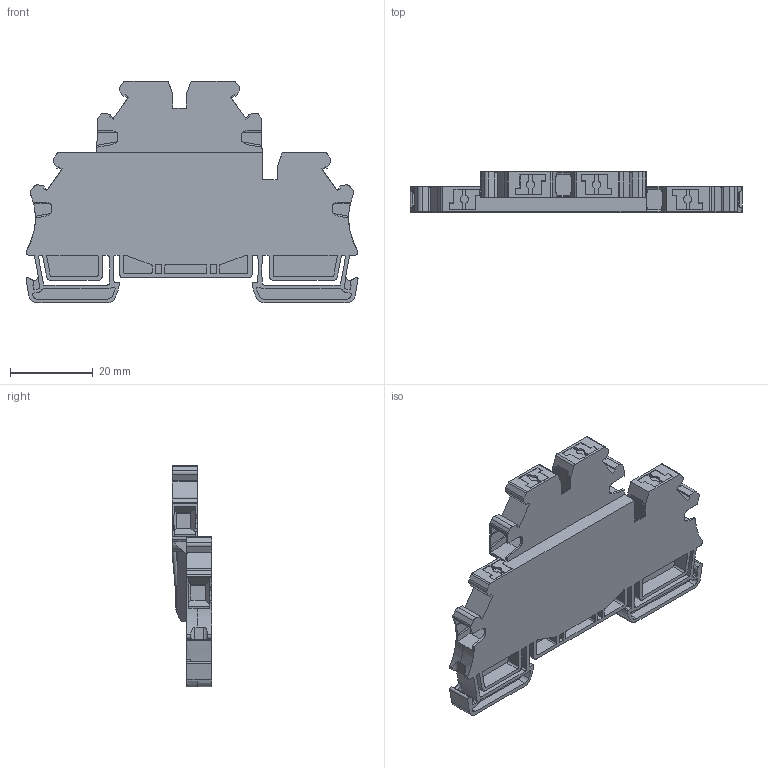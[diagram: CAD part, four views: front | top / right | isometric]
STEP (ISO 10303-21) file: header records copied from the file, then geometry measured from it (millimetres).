
FILE_DESCRIPTION( ('This file contains a STEP AP42 implementation' ,'as created by ZW3D STEP Interface translator.') ,'2;1' );
FILE_NAME( 'RPITT4ÓëRPITT4-PV¶Ë×Ó-Ä£ÐÍ.stp' ,'24 221.102152', (''), ('ZWCAD Software Co.'), 'Version 1.0', 'ZW3D to STEP translator', '' );
FILE_SCHEMA(('AUTOMOTIVE_DESIGN { 1 0 10303 214 1 1 1 1 }'));
Length unit declared in the file: millimetre
Products named in the file (2): 0; RPITT4
Bounding box: 80.13 x 9.65 x 53.5 mm (x, y, z)
Volume: 16226.5 mm3; surface area: 11989.3 mm2
Topology: 1 solids, 10 shells, 790 faces, 2247 edges, 1500 vertices
Faces by surface type: plane 524, cylinder 212, bspline 53, cone 1
Full cylindrical faces by diameter (mm): 4 x2
Entity records: 27539 total; most frequent: CARTESIAN_POINT 6052, ORIENTED_EDGE 4528, DIRECTION 4016, EDGE_CURVE 2277, VECTOR 1640, LINE 1640, VERTEX_POINT 1528, AXIS2_PLACEMENT_3D 1188
